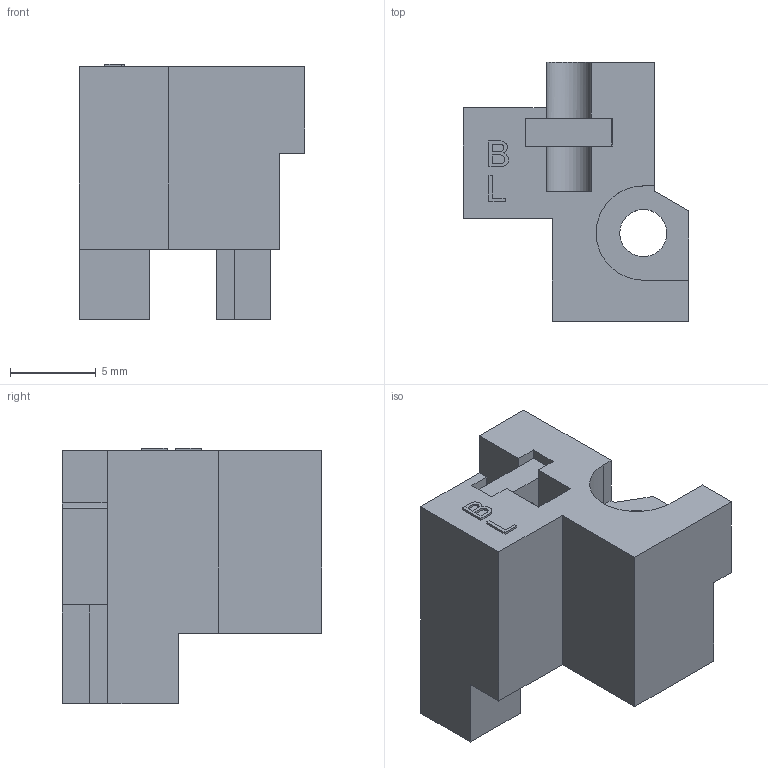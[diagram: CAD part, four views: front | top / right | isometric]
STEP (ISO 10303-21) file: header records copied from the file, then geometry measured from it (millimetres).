
FILE_DESCRIPTION(/* description */ (''),/* implementation_level */ '2;1');
FILE_NAME(/* name */ '100123829ugm000_b.stp',/* time_stamp */ '2016-09-28T11:04:30+02:00',/* author */ (''),/* organization */ (''),/* preprocessor_version */ 'ST-DEVELOPER v16',/* originating_system */ 'SIEMENS PLM Software NX 10.0',/* authorisation */ '');
FILE_SCHEMA (('AUTOMOTIVE_DESIGN { 1 0 10303 214 3 1 1 1 }'));
Length unit declared in the file: millimetre
Products named in the file (1): 100123829ugm000_b
Bounding box: 13.15 x 15.1 x 14.88 mm (x, y, z)
Volume: 1157.3 mm3; surface area: 1185.4 mm2
Topology: 1 solids, 1 shells, 76 faces, 210 edges, 138 vertices
Faces by surface type: plane 67, cylinder 9
Full cylindrical faces by diameter (mm): 2.5 x1, 2.75 x1
Entity records: 2419 total; most frequent: CARTESIAN_POINT 423, ORIENTED_EDGE 416, DIRECTION 381, EDGE_CURVE 208, LINE 189, VECTOR 189, VERTEX_POINT 138, AXIS2_PLACEMENT_3D 96
